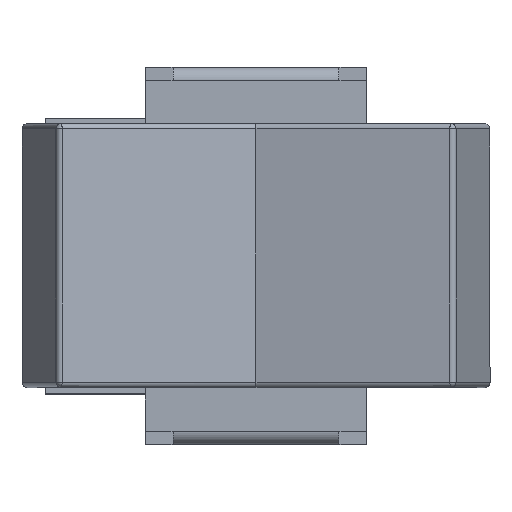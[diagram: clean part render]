
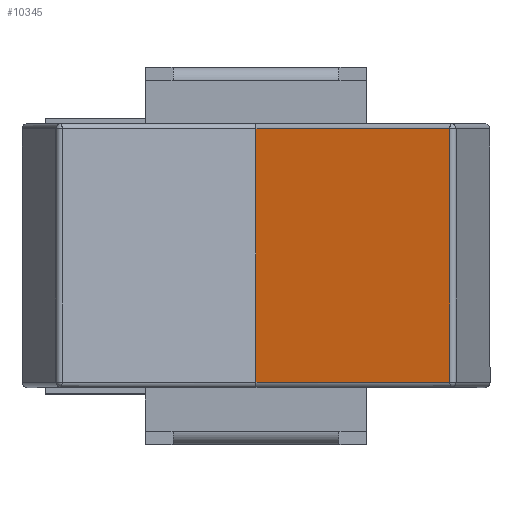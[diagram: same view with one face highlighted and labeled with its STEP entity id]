
A CAD part, top view. The second image highlights one B-rep face of the part: STEP entity #10345.
In plain terms, the highlighted planar face has unit normal (-0.216, 0, 0.976).
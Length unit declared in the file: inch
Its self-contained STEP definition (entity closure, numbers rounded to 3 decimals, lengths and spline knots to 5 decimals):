
#53=PLANE('',#11004);
#602=FACE_OUTER_BOUND('',#1215,.T.);
#1215=EDGE_LOOP('',(#7087,#7088,#7089,#7090));
#1841=LINE('',#15161,#3025);
#1843=LINE('',#15165,#3027);
#1846=LINE('',#15171,#3030);
#1857=LINE('',#15197,#3041);
#3025=VECTOR('',#12019,0.3937);
#3027=VECTOR('',#12023,0.3937);
#3030=VECTOR('',#12030,0.3937);
#3041=VECTOR('',#12059,0.3937);
#4488=VERTEX_POINT('',#15128);
#4495=VERTEX_POINT('',#15144);
#4496=VERTEX_POINT('',#15148);
#4501=VERTEX_POINT('',#15164);
#5483=EDGE_CURVE('',#4496,#4495,#1841,.T.);
#5485=EDGE_CURVE('',#4501,#4496,#1843,.T.);
#5489=EDGE_CURVE('',#4495,#4488,#1846,.T.);
#5503=EDGE_CURVE('',#4488,#4501,#1857,.T.);
#7087=ORIENTED_EDGE('',*,*,#5489,.F.);
#7088=ORIENTED_EDGE('',*,*,#5483,.F.);
#7089=ORIENTED_EDGE('',*,*,#5485,.F.);
#7090=ORIENTED_EDGE('',*,*,#5503,.F.);
#10345=ADVANCED_FACE('',(#602),#53,.T.);
#11004=AXIS2_PLACEMENT_3D('',#15196,#12057,#12058);
#12019=DIRECTION('',(0.,-1.,0.));
#12023=DIRECTION('',(0.976,0.,0.216));
#12030=DIRECTION('',(-0.976,0.,-0.216));
#12057=DIRECTION('center_axis',(-0.216,0.,
0.976));
#12058=DIRECTION('ref_axis',(0.,1.,0.));
#12059=DIRECTION('',(0.,1.,0.));
#15128=CARTESIAN_POINT('',(0.,-0.28563,0.84005));
#15144=CARTESIAN_POINT('',(0.43706,-0.28563,0.93695));
#15148=CARTESIAN_POINT('',(0.43706,0.28563,0.93695));
#15161=CARTESIAN_POINT('',(0.43706,0.,0.93695));
#15164=CARTESIAN_POINT('',(0.,0.28563,0.84005));
#15165=CARTESIAN_POINT('',(0.21286,0.28563,0.88724));
#15171=CARTESIAN_POINT('',(0.21286,-0.28563,0.88724));
#15196=CARTESIAN_POINT('Origin',(0.44823,0.,
0.93943));
#15197=CARTESIAN_POINT('',(0.,0.,0.84005));
